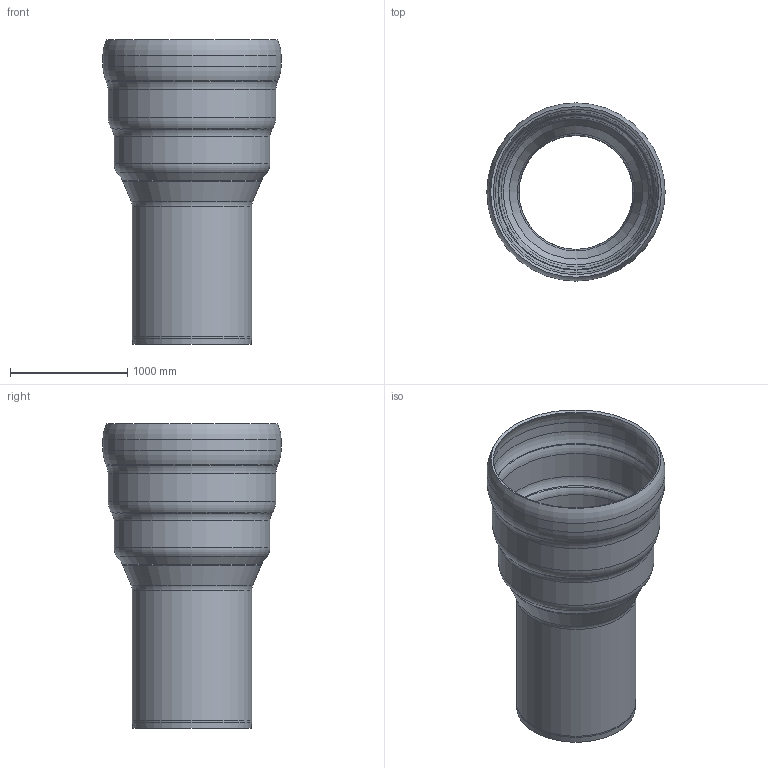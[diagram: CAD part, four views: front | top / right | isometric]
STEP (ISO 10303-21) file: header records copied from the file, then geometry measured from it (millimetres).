
FILE_DESCRIPTION(/* description */ (''),/* implementation_level */ '2;1');
FILE_NAME(/* name */ '19602.ED0X_3D.stp',/* time_stamp */ '2025-12-03T07:47:29+01:00',/* author */ ('c.rudolph'),/* organization */ (''),/* preprocessor_version */ 'ST-DEVELOPER v20.1',/* originating_system */ 'AutoCAD Mechanical',/* authorisation */ '');
FILE_SCHEMA (('AUTOMOTIVE_DESIGN { 1 0 10303 214 3 1 1 }'));
Length unit declared in the file: centimetre
Products named in the file (2): Product; *S1
Assembly tree (1 placements, depth 2):
  Product
    *S1
Bounding box: 1520 x 1520 x 2600 mm (x, y, z)
Volume: 223193886.4 mm3; surface area: 19992819.1 mm2
Topology: 2 solids, 2 shells, 38 faces, 108 edges, 70 vertices
Faces by surface type: torus 16, cone 14, cylinder 8
Full cylindrical faces by diameter (mm): 980 x1, 1020 x1, 1280 x1, 1330 x1, 1380 x1, 1430 x1, 1470 x1, 1520 x1
Entity records: 1340 total; most frequent: DIRECTION 276, CARTESIAN_POINT 219, ORIENTED_EDGE 216, AXIS2_PLACEMENT_3D 127, EDGE_CURVE 108, CIRCLE 86, VERTEX_POINT 70, FACE_OUTER_BOUND 38
